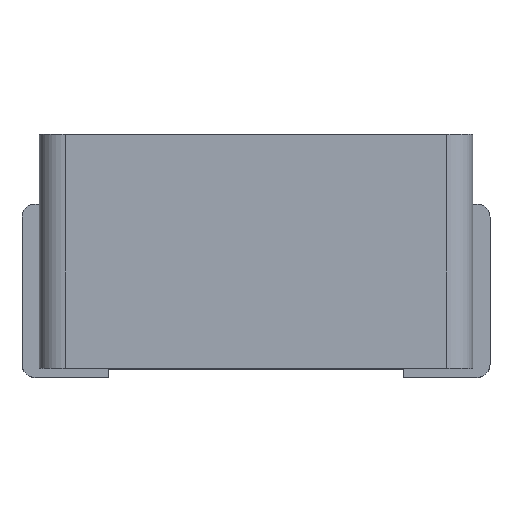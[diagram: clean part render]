
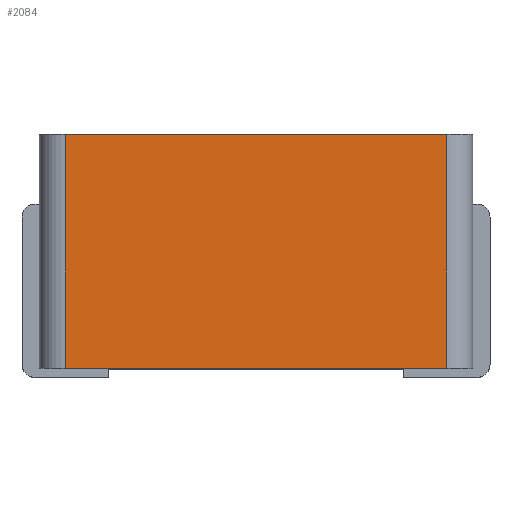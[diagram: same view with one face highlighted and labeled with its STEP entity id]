
A CAD part, top view. The second image highlights one B-rep face of the part: STEP entity #2084.
In plain terms, the highlighted planar face has unit normal (0, 0, 1).
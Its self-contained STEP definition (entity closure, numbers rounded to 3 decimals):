
#32 = VECTOR ( 'NONE', #672, 1000. ) ;
#67 = CARTESIAN_POINT ( 'NONE',  ( 2.2, -7.014, 2.6 ) ) ;
#68 = DIRECTION ( 'NONE',  ( 1., 0., 0. ) ) ;
#84 = EDGE_CURVE ( 'NONE', #336, #242, #1635, .T. ) ;
#95 = LINE ( 'NONE', #1802, #32 ) ;
#102 = VECTOR ( 'NONE', #234, 1000. ) ;
#157 = CARTESIAN_POINT ( 'NONE',  ( -2.2, 0.1, 2.6 ) ) ;
#162 = CARTESIAN_POINT ( 'NONE',  ( 2.5, 2.8, 2.6 ) ) ;
#233 = VERTEX_POINT ( 'NONE', #157 ) ;
#234 = DIRECTION ( 'NONE',  ( 0., 1., 0. ) ) ;
#235 = DIRECTION ( 'NONE',  ( 0., 0., 1. ) ) ;
#242 = VERTEX_POINT ( 'NONE', #1430 ) ;
#250 = CARTESIAN_POINT ( 'NONE',  ( 2.2, 0.1, 2.6 ) ) ;
#263 = AXIS2_PLACEMENT_3D ( 'NONE', #739, #235, #68 ) ;
#306 = EDGE_CURVE ( 'NONE', #336, #233, #1681, .T. ) ;
#336 = VERTEX_POINT ( 'NONE', #2166 ) ;
#516 = CARTESIAN_POINT ( 'NONE',  ( -2.2, -7.014, 2.6 ) ) ;
#574 = VECTOR ( 'NONE', #1817, 1000. ) ;
#580 = EDGE_CURVE ( 'NONE', #606, #242, #1934, .T. ) ;
#606 = VERTEX_POINT ( 'NONE', #250 ) ;
#672 = DIRECTION ( 'NONE',  ( -1., 0., 0. ) ) ;
#739 = CARTESIAN_POINT ( 'NONE',  ( 2.5, -7.014, 2.6 ) ) ;
#753 = VECTOR ( 'NONE', #2132, 1000. ) ;
#849 = ORIENTED_EDGE ( 'NONE', *, *, #84, .F. ) ;
#877 = ORIENTED_EDGE ( 'NONE', *, *, #306, .T. ) ;
#938 = ORIENTED_EDGE ( 'NONE', *, *, #1882, .F. ) ;
#1161 = EDGE_LOOP ( 'NONE', ( #938, #2155, #849, #877 ) ) ;
#1430 = CARTESIAN_POINT ( 'NONE',  ( 2.2, 2.8, 2.6 ) ) ;
#1635 = LINE ( 'NONE', #162, #753 ) ;
#1648 = PLANE ( 'NONE',  #263 ) ;
#1681 = LINE ( 'NONE', #516, #574 ) ;
#1802 = CARTESIAN_POINT ( 'NONE',  ( 0., 0.1, 2.6 ) ) ;
#1817 = DIRECTION ( 'NONE',  ( 0., -1., 0. ) ) ;
#1882 = EDGE_CURVE ( 'NONE', #606, #233, #95, .T. ) ;
#1934 = LINE ( 'NONE', #67, #102 ) ;
#2058 = FACE_OUTER_BOUND ( 'NONE', #1161, .T. ) ;
#2084 = ADVANCED_FACE ( 'NONE', ( #2058 ), #1648, .T. ) ;
#2132 = DIRECTION ( 'NONE',  ( 1., 0., 0. ) ) ;
#2155 = ORIENTED_EDGE ( 'NONE', *, *, #580, .T. ) ;
#2166 = CARTESIAN_POINT ( 'NONE',  ( -2.2, 2.8, 2.6 ) ) ;
